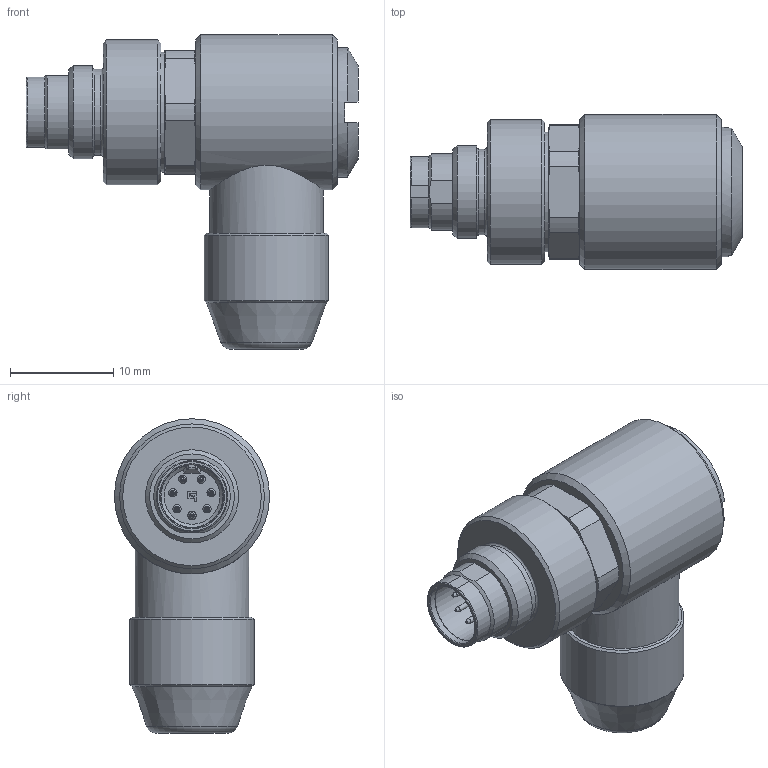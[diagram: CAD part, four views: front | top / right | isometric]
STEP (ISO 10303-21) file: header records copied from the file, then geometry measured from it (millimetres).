
FILE_DESCRIPTION(/* description */ (''),/* implementation_level */ '2;1');
FILE_NAME(/* name */ '99-0421-75-07_bg',/* time_stamp */ '2008-01-17T16:45:32+01:00',/* author */ (''),/* organization */ (''),/* preprocessor_version */ 'ST-DEVELOPER v9',/* originating_system */ 'UGS - NX 4.0',/* authorisation */ '');
FILE_SCHEMA (('CONFIG_CONTROL_DESIGN'));
Length unit declared in the file: millimetre
Products named in the file (1): kborF331smpf
Bounding box: 32.1 x 15 x 30.4 mm (x, y, z)
Volume: 5583.9 mm3; surface area: 2447.7 mm2
Topology: 1 solids, 1 shells, 147 faces, 325 edges, 197 vertices
Faces by surface type: plane 62, cone 38, cylinder 32, bspline 9, torus 6
Full cylindrical faces by diameter (mm): 0.5 x7, 6.1 x1, 8.3 x1, 9 x1, 11 x1, 11.6 x1, 12 x1, 12.5 x1, 14 x1, 15 x1
Entity records: 4023 total; most frequent: CARTESIAN_POINT 1037, DIRECTION 614, ORIENTED_EDGE 510, AXIS2_PLACEMENT_3D 257, EDGE_CURVE 255, EDGE_LOOP 219, VERTEX_POINT 182, ADVANCED_FACE 147
